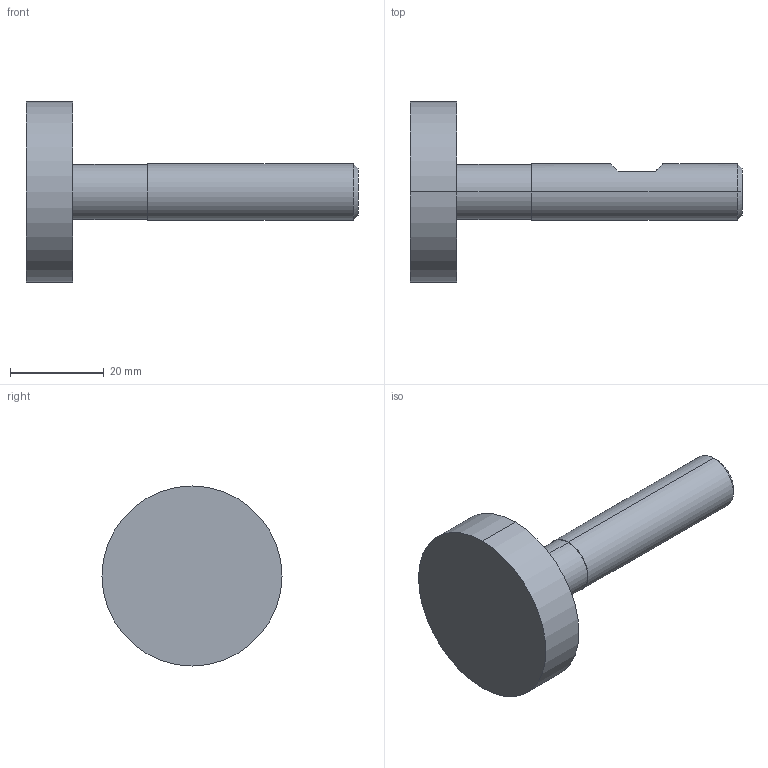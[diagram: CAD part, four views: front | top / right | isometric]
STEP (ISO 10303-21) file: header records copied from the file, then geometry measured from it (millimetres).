
FILE_DESCRIPTION (( 'STEP AP214' ), '1' );
FILE_NAME ('MTS.100.38.N.12 B SY.STEP', '2020-09-14T06:41:57', ( '' ), ( '' ), 'SwSTEP 2.0', 'SolidWorks 2019', '' );
FILE_SCHEMA (( 'AUTOMOTIVE_DESIGN' ));
Length unit declared in the file: millimetre
Products named in the file (1): MTS.100.38.N.12 B SY
Bounding box: 71 x 38.5 x 38.5 mm (x, y, z)
Volume: 18365 mm3; surface area: 5810 mm2
Topology: 1 solids, 1 shells, 15 faces, 28 edges, 18 vertices
Faces by surface type: plane 7, cylinder 6, cone 2
Entity records: 414 total; most frequent: DIRECTION 72, CARTESIAN_POINT 68, ORIENTED_EDGE 56, AXIS2_PLACEMENT_3D 30, EDGE_CURVE 28, VERTEX_POINT 18, EDGE_LOOP 18, ADVANCED_FACE 15
